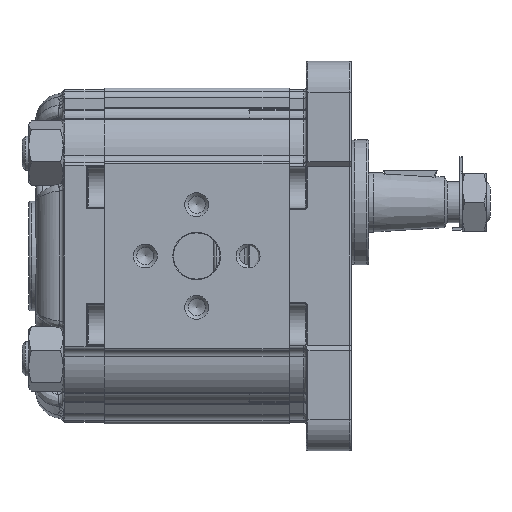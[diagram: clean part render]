
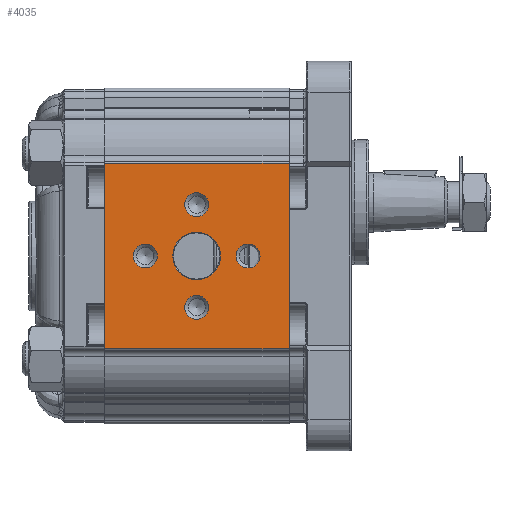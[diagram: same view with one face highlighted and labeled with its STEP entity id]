
A CAD part, left-side view. The second image highlights one B-rep face of the part: STEP entity #4035.
In plain terms, the highlighted planar face has unit normal (-1, 0, 0).
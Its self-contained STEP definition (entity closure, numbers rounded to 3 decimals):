
#4035 = ADVANCED_FACE( '', ( #8376, #8377, #8378, #8379, #8380, #8381 ), #8382, .T. );
#8376 = FACE_BOUND( '', #15461, .T. );
#8377 = FACE_BOUND( '', #15462, .T. );
#8378 = FACE_BOUND( '', #15463, .T. );
#8379 = FACE_BOUND( '', #15464, .T. );
#8380 = FACE_BOUND( '', #15465, .T. );
#8381 = FACE_OUTER_BOUND( '', #15466, .T. );
#8382 = PLANE( '', #15467 );
#15461 = EDGE_LOOP( '', ( #27527 ) );
#15462 = EDGE_LOOP( '', ( #27528 ) );
#15463 = EDGE_LOOP( '', ( #27529 ) );
#15464 = EDGE_LOOP( '', ( #27530 ) );
#15465 = EDGE_LOOP( '', ( #27531 ) );
#15466 = EDGE_LOOP( '', ( #27532, #27533, #27534, #27535 ) );
#15467 = AXIS2_PLACEMENT_3D( '', #27536, #27537, #27538 );
#27527 = ORIENTED_EDGE( '', *, *, #32531, .T. );
#27528 = ORIENTED_EDGE( '', *, *, #33053, .T. );
#27529 = ORIENTED_EDGE( '', *, *, #31019, .T. );
#27530 = ORIENTED_EDGE( '', *, *, #33027, .T. );
#27531 = ORIENTED_EDGE( '', *, *, #30601, .T. );
#27532 = ORIENTED_EDGE( '', *, *, #32020, .F. );
#27533 = ORIENTED_EDGE( '', *, *, #31570, .F. );
#27534 = ORIENTED_EDGE( '', *, *, #33022, .T. );
#27535 = ORIENTED_EDGE( '', *, *, #30705, .T. );
#27536 = CARTESIAN_POINT( '', ( -43., 54., 27.048 ) );
#27537 = DIRECTION( '', ( -1., 0., 0. ) );
#27538 = DIRECTION( '', ( 0., 0., 1. ) );
#30601 = EDGE_CURVE( '', #36824, #36824, #36825, .F. );
#30705 = EDGE_CURVE( '', #36968, #36965, #36969, .T. );
#31019 = EDGE_CURVE( '', #37440, #37440, #37441, .F. );
#31570 = EDGE_CURVE( '', #38229, #38227, #38231, .T. );
#32020 = EDGE_CURVE( '', #38227, #36965, #38835, .T. );
#32531 = EDGE_CURVE( '', #39466, #39466, #39467, .F. );
#33022 = EDGE_CURVE( '', #38229, #36968, #40016, .T. );
#33027 = EDGE_CURVE( '', #40021, #40021, #40022, .F. );
#33053 = EDGE_CURVE( '', #40049, #40049, #40050, .F. );
#36824 = VERTEX_POINT( '', #47950 );
#36825 = CIRCLE( '', #47951, 6.95 );
#36965 = VERTEX_POINT( '', #48424 );
#36968 = VERTEX_POINT( '', #48427 );
#36969 = LINE( '', #48428, #48429 );
#37440 = VERTEX_POINT( '', #49369 );
#37441 = CIRCLE( '', #49370, 3.5 );
#38227 = VERTEX_POINT( '', #50920 );
#38229 = VERTEX_POINT( '', #50922 );
#38231 = LINE( '', #50924, #50925 );
#38835 = LINE( '', #52064, #52065 );
#39466 = VERTEX_POINT( '', #53574 );
#39467 = CIRCLE( '', #53575, 3.5 );
#40016 = LINE( '', #54612, #54613 );
#40021 = VERTEX_POINT( '', #54618 );
#40022 = CIRCLE( '', #54619, 3.5 );
#40049 = VERTEX_POINT( '', #54710 );
#40050 = CIRCLE( '', #54711, 3.5 );
#47950 = CARTESIAN_POINT( '', ( -43., 27., 6.95 ) );
#47951 = AXIS2_PLACEMENT_3D( '', #57739, #57740, #57741 );
#48424 = CARTESIAN_POINT( '', ( -43., 0., -27.048 ) );
#48427 = CARTESIAN_POINT( '', ( -43., 54., -27.048 ) );
#48428 = CARTESIAN_POINT( '', ( -43., 54., -27.048 ) );
#48429 = VECTOR( '', #57851, 1000. );
#49369 = CARTESIAN_POINT( '', ( -43., 27., -11.5 ) );
#49370 = AXIS2_PLACEMENT_3D( '', #58189, #58190, #58191 );
#50920 = CARTESIAN_POINT( '', ( -43., 0., 27.048 ) );
#50922 = CARTESIAN_POINT( '', ( -43., 54., 27.048 ) );
#50924 = CARTESIAN_POINT( '', ( -43., 54., 27.048 ) );
#50925 = VECTOR( '', #58831, 1000. );
#52064 = CARTESIAN_POINT( '', ( -43., 0., 27.048 ) );
#52065 = VECTOR( '', #59379, 1000. );
#53574 = CARTESIAN_POINT( '', ( -43., 12., 3.5 ) );
#53575 = AXIS2_PLACEMENT_3D( '', #59905, #59906, #59907 );
#54612 = CARTESIAN_POINT( '', ( -43., 54., 27.048 ) );
#54613 = VECTOR( '', #60353, 1000. );
#54618 = CARTESIAN_POINT( '', ( -43., 27., 18.5 ) );
#54619 = AXIS2_PLACEMENT_3D( '', #60363, #60364, #60365 );
#54710 = CARTESIAN_POINT( '', ( -43., 42., 3.5 ) );
#54711 = AXIS2_PLACEMENT_3D( '', #60380, #60381, #60382 );
#57739 = CARTESIAN_POINT( '', ( -43., 27., 0. ) );
#57740 = DIRECTION( '', ( -1., 0., 0. ) );
#57741 = DIRECTION( '', ( 0., 0., 1. ) );
#57851 = DIRECTION( '', ( 0., -1., 0. ) );
#58189 = CARTESIAN_POINT( '', ( -43., 27., -15. ) );
#58190 = DIRECTION( '', ( -1., 0., 0. ) );
#58191 = DIRECTION( '', ( 0., 0., 1. ) );
#58831 = DIRECTION( '', ( 0., -1., 0. ) );
#59379 = DIRECTION( '', ( 0., 0., -1. ) );
#59905 = CARTESIAN_POINT( '', ( -43., 12., 0. ) );
#59906 = DIRECTION( '', ( -1., 0., 0. ) );
#59907 = DIRECTION( '', ( 0., 0., 1. ) );
#60353 = DIRECTION( '', ( 0., 0., -1. ) );
#60363 = CARTESIAN_POINT( '', ( -43., 27., 15. ) );
#60364 = DIRECTION( '', ( -1., 0., 0. ) );
#60365 = DIRECTION( '', ( 0., 0., 1. ) );
#60380 = CARTESIAN_POINT( '', ( -43., 42., 0. ) );
#60381 = DIRECTION( '', ( -1., 0., 0. ) );
#60382 = DIRECTION( '', ( 0., 0., 1. ) );
